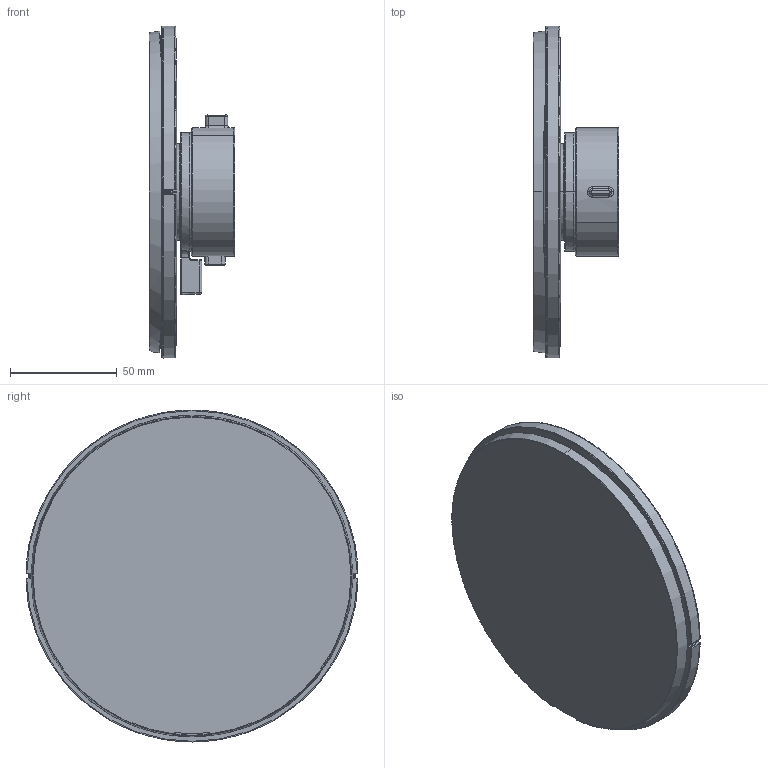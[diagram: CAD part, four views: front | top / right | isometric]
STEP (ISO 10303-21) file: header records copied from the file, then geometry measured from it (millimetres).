
FILE_DESCRIPTION(('CAx-IF Rec.Pracs.---Model Styling and Organization---1.2---2011-12-15','CAx-IF Rec.Pracs.---Geometric and Assembly Validation Properties---4.1---2014-06-16','CAx-IF Rec.Pracs.---PMI Polyline Presentation---2.0---2013-05-24'),'2;1');
FILE_NAME('1000157594_PPR_000.stp','2022-05-19T11:43:54+02:00',(''),(''),'STEP Interface 4.3 by CT CoreTechnologie','3D_Evolution4.3 by CT CoreTechnologie','');
FILE_SCHEMA(('AP203_CONFIGURATION_CONTROLLED_3D_DESIGN_OF_MECHANICAL_PARTS_AND_ASSEMBLIES_MIM_LF'));
Length unit declared in the file: millimetre
Products named in the file (12): P_2 HG ShowerSel.Com.S TH UP 1AV 1Ausg 1000157594_PPR_000_A1; P_2 Taste rund Therm.Select iBox Next 1000157569_PPA_000_A0; P_2 Thermostatgriff_iBox_next_T30 1000157544_PPR_000_A0; P_2 Thermostatgriff iBox Next T30 1000157549_PPA_000_A0; P_2 Taste Therm.griff Select iBox Next 1000157548_PPA_000_A0; P_2 Traegerrosette kpl.rund T30 iBoxNext 1000157543_PPR_000_A1; P_2 Traegerrosette rund Select iBox Next 1000158296_PPA_000_A0; P_2 Traegrosette fest Ther.Select iBoxNe 1000157553_PPA_000_A0; P_2 Einsatz Markierung iBox Next 1000157552_PPA_000_A0; P_2 Markiereinsatz iBox Next 1000157373_PPA_000_A0; P_2 Volumengriff iBox Next T30 1000157547_PPA_000_A0; P_2 Blende S Thermostat Select iBoxNext 1000157589_PPA_000_A0
Assembly tree (12 placements, depth 3):
  P_2 HG ShowerSel.Com.S TH UP 1AV 1Ausg 1000157594_PPR_000_A1
    P_2 Taste rund Therm.Select iBox Next 1000157569_PPA_000_A0
    P_2 Thermostatgriff_iBox_next_T30 1000157544_PPR_000_A0
      P_2 Thermostatgriff iBox Next T30 1000157549_PPA_000_A0
      P_2 Taste Therm.griff Select iBox Next 1000157548_PPA_000_A0
    P_2 Traegerrosette kpl.rund T30 iBoxNext 1000157543_PPR_000_A1
      P_2 Traegerrosette rund Select iBox Next 1000158296_PPA_000_A0
      P_2 Traegrosette fest Ther.Select iBoxNe 1000157553_PPA_000_A0
      P_2 Einsatz Markierung iBox Next 1000157552_PPA_000_A0  x2
    P_2 Markiereinsatz iBox Next 1000157373_PPA_000_A0
    P_2 Volumengriff iBox Next T30 1000157547_PPA_000_A0
    P_2 Blende S Thermostat Select iBoxNext 1000157589_PPA_000_A0
Bounding box: 40.1 x 155.18 x 155.2 mm (x, y, z)
Volume: 344244.1 mm3; surface area: 100325 mm2
Topology: 10 solids, 10 shells, 463 faces, 1101 edges, 630 vertices
Faces by surface type: bspline 260, cylinder 120, plane 83
Entity records: 34292 total; most frequent: CARTESIAN_POINT 20558, ORIENTED_EDGE 1816, DIRECTION 1674, EDGE_CURVE 908, AXIS2_PLACEMENT_3D 664, VERTEX_POINT 534, CIRCLE 492, EDGE_LOOP 394
